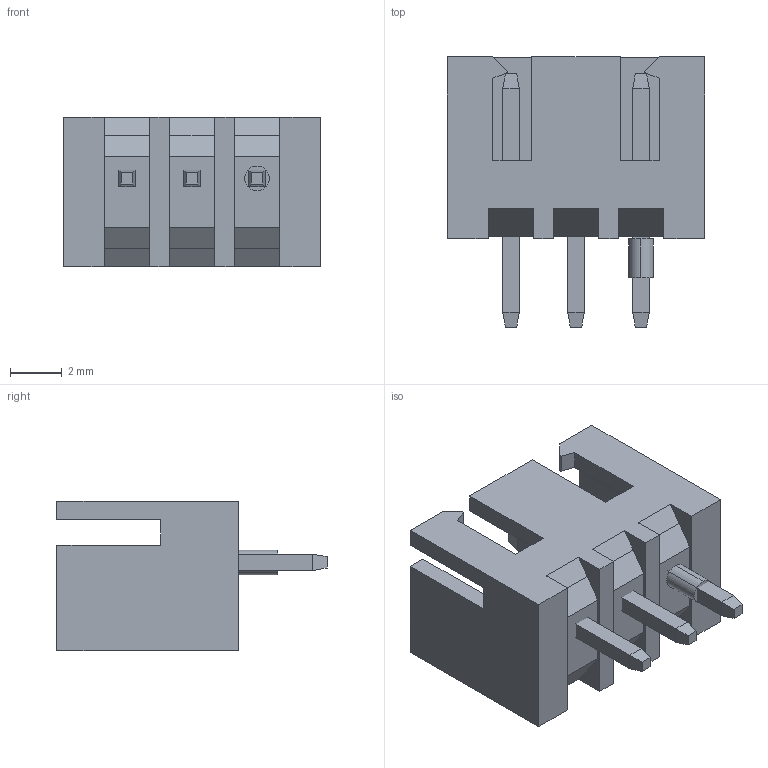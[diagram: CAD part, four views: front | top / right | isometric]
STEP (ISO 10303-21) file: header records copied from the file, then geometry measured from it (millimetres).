
FILE_DESCRIPTION (( 'STEP AP214' ), '1' );
FILE_NAME ('JST-B3B-XH-A.STEP', '2016-09-18T14:58:31', ( 'WoFans' ), ( '' ), 'SwSTEP 2.0', 'SolidWorks 2016', '' );
FILE_SCHEMA (( 'AUTOMOTIVE_DESIGN' ));
Length unit declared in the file: millimetre
Products named in the file (1): JST-B3B-XH-A
Bounding box: 9.9 x 10.4 x 5.75 mm (x, y, z)
Volume: 153.1 mm3; surface area: 563.5 mm2
Topology: 5 solids, 5 shells, 95 faces, 231 edges, 146 vertices
Faces by surface type: plane 90, cylinder 5
Entity records: 2773 total; most frequent: CARTESIAN_POINT 473, ORIENTED_EDGE 462, DIRECTION 433, EDGE_CURVE 231, LINE 221, VECTOR 221, VERTEX_POINT 146, AXIS2_PLACEMENT_3D 106
